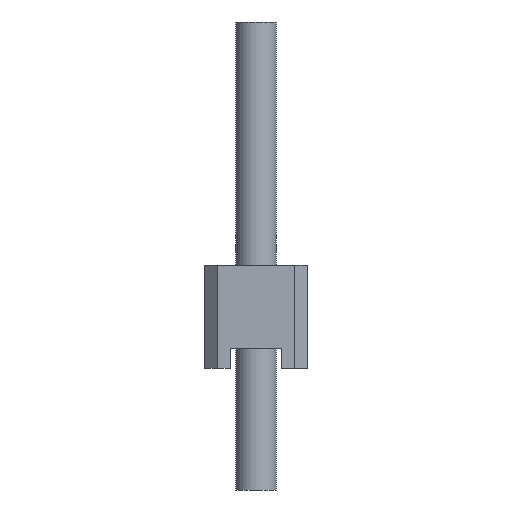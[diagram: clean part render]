
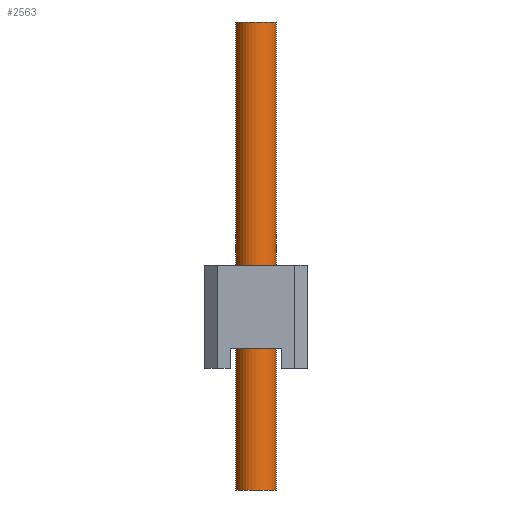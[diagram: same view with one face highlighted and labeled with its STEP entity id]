
A CAD part, left-side view. The second image highlights one B-rep face of the part: STEP entity #2563.
In plain terms, the highlighted cylindrical face has radius 0.5 mm (diameter 1 mm), a full revolution.
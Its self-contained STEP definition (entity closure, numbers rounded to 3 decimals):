
#1462=ORIENTED_EDGE('',*,*,#1824,.F.);
#1463=ORIENTED_EDGE('',*,*,#1825,.T.);
#1824=EDGE_CURVE('',#2066,#2066,#2124,.T.);
#1825=EDGE_CURVE('',#2067,#2067,#2125,.T.);
#2066=VERTEX_POINT('',#4238);
#2067=VERTEX_POINT('',#4240);
#2124=CIRCLE('',#2797,0.5);
#2125=CIRCLE('',#2798,0.5);
#2264=EDGE_LOOP('',(#1462));
#2265=EDGE_LOOP('',(#1463));
#2404=FACE_BOUND('',#2264,.T.);
#2405=FACE_BOUND('',#2265,.T.);
#2438=CYLINDRICAL_SURFACE('',#2796,0.5);
#2563=ADVANCED_FACE('',(#2404,#2405),#2438,.F.);
#2796=AXIS2_PLACEMENT_3D('',#4236,#3490,#3491);
#2797=AXIS2_PLACEMENT_3D('',#4237,#3492,#3493);
#2798=AXIS2_PLACEMENT_3D('',#4239,#3494,#3495);
#3490=DIRECTION('',(0.,0.,1.));
#3491=DIRECTION('',(1.,0.,0.));
#3492=DIRECTION('',(0.,0.,-1.));
#3493=DIRECTION('',(1.,0.,0.));
#3494=DIRECTION('',(0.,0.,-1.));
#3495=DIRECTION('',(1.,0.,0.));
#4236=CARTESIAN_POINT('',(0.,0.,0.));
#4237=CARTESIAN_POINT('',(0.,0.,11.54));
#4238=CARTESIAN_POINT('',(0.5,0.,11.54));
#4239=CARTESIAN_POINT('',(0.,0.,0.));
#4240=CARTESIAN_POINT('',(0.5,0.,0.));
